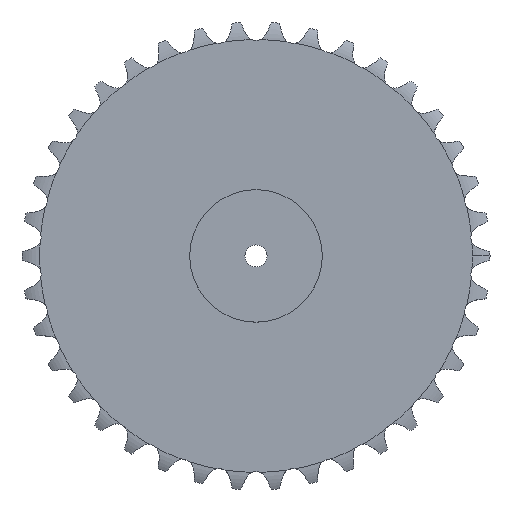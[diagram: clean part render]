
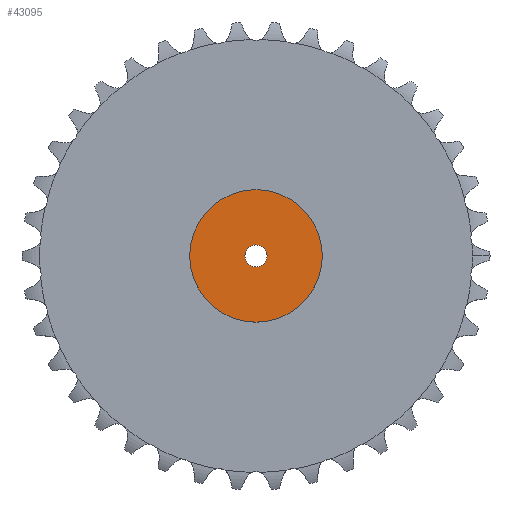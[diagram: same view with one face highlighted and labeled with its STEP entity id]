
A CAD part, top view. The second image highlights one B-rep face of the part: STEP entity #43095.
In plain terms, the highlighted planar face has unit normal (0, 0, 1).
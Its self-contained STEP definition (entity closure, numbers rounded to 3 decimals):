
#4752 = CYLINDRICAL_SURFACE('',#4753,90.);
#4753 = AXIS2_PLACEMENT_3D('',#4754,#4755,#4756);
#4754 = CARTESIAN_POINT('',(0.,0.,0.));
#4755 = DIRECTION('',(-0.,-0.,-1.));
#4756 = DIRECTION('',(1.,0.,0.));
#27544 = VERTEX_POINT('',#27545);
#27545 = CARTESIAN_POINT('',(90.,0.,90.));
#27566 = EDGE_CURVE('',#27544,#27544,#27567,.T.);
#27567 = SURFACE_CURVE('',#27568,(#27573,#27580),.PCURVE_S1.);
#27568 = CIRCLE('',#27569,90.);
#27569 = AXIS2_PLACEMENT_3D('',#27570,#27571,#27572);
#27570 = CARTESIAN_POINT('',(0.,0.,90.));
#27571 = DIRECTION('',(0.,0.,1.));
#27572 = DIRECTION('',(1.,0.,0.));
#27573 = PCURVE('',#4752,#27574);
#27574 = DEFINITIONAL_REPRESENTATION('',(#27575),#27579);
#27575 = LINE('',#27576,#27577);
#27576 = CARTESIAN_POINT('',(-0.,-90.));
#27577 = VECTOR('',#27578,1.);
#27578 = DIRECTION('',(-1.,0.));
#27579 = ( GEOMETRIC_REPRESENTATION_CONTEXT(2) 
PARAMETRIC_REPRESENTATION_CONTEXT() REPRESENTATION_CONTEXT('2D SPACE',''
  ) );
#27580 = PCURVE('',#27581,#27586);
#27581 = PLANE('',#27582);
#27582 = AXIS2_PLACEMENT_3D('',#27583,#27584,#27585);
#27583 = CARTESIAN_POINT('',(0.,0.,90.)
  );
#27584 = DIRECTION('',(0.,0.,1.));
#27585 = DIRECTION('',(1.,0.,0.));
#27586 = DEFINITIONAL_REPRESENTATION('',(#27587),#27591);
#27587 = CIRCLE('',#27588,90.);
#27588 = AXIS2_PLACEMENT_2D('',#27589,#27590);
#27589 = CARTESIAN_POINT('',(0.,0.));
#27590 = DIRECTION('',(1.,0.));
#27591 = ( GEOMETRIC_REPRESENTATION_CONTEXT(2) 
PARAMETRIC_REPRESENTATION_CONTEXT() REPRESENTATION_CONTEXT('2D SPACE',''
  ) );
#36804 = CYLINDRICAL_SURFACE('',#36805,15.);
#36805 = AXIS2_PLACEMENT_3D('',#36806,#36807,#36808);
#36806 = CARTESIAN_POINT('',(0.,0.,948.569));
#36807 = DIRECTION('',(0.,0.,1.));
#36808 = DIRECTION('',(1.,0.,0.));
#43095 = ADVANCED_FACE('',(#43096,#43099),#27581,.T.);
#43096 = FACE_BOUND('',#43097,.T.);
#43097 = EDGE_LOOP('',(#43098));
#43098 = ORIENTED_EDGE('',*,*,#27566,.T.);
#43099 = FACE_BOUND('',#43100,.T.);
#43100 = EDGE_LOOP('',(#43101));
#43101 = ORIENTED_EDGE('',*,*,#43102,.F.);
#43102 = EDGE_CURVE('',#43103,#43103,#43105,.T.);
#43103 = VERTEX_POINT('',#43104);
#43104 = CARTESIAN_POINT('',(15.,0.,90.));
#43105 = SURFACE_CURVE('',#43106,(#43111,#43118),.PCURVE_S1.);
#43106 = CIRCLE('',#43107,15.);
#43107 = AXIS2_PLACEMENT_3D('',#43108,#43109,#43110);
#43108 = CARTESIAN_POINT('',(0.,0.,90.));
#43109 = DIRECTION('',(0.,0.,1.));
#43110 = DIRECTION('',(1.,0.,0.));
#43111 = PCURVE('',#27581,#43112);
#43112 = DEFINITIONAL_REPRESENTATION('',(#43113),#43117);
#43113 = CIRCLE('',#43114,15.);
#43114 = AXIS2_PLACEMENT_2D('',#43115,#43116);
#43115 = CARTESIAN_POINT('',(0.,0.));
#43116 = DIRECTION('',(1.,0.));
#43117 = ( GEOMETRIC_REPRESENTATION_CONTEXT(2) 
PARAMETRIC_REPRESENTATION_CONTEXT() REPRESENTATION_CONTEXT('2D SPACE',''
  ) );
#43118 = PCURVE('',#36804,#43119);
#43119 = DEFINITIONAL_REPRESENTATION('',(#43120),#43124);
#43120 = LINE('',#43121,#43122);
#43121 = CARTESIAN_POINT('',(0.,-858.569));
#43122 = VECTOR('',#43123,1.);
#43123 = DIRECTION('',(1.,0.));
#43124 = ( GEOMETRIC_REPRESENTATION_CONTEXT(2) 
PARAMETRIC_REPRESENTATION_CONTEXT() REPRESENTATION_CONTEXT('2D SPACE',''
  ) );
